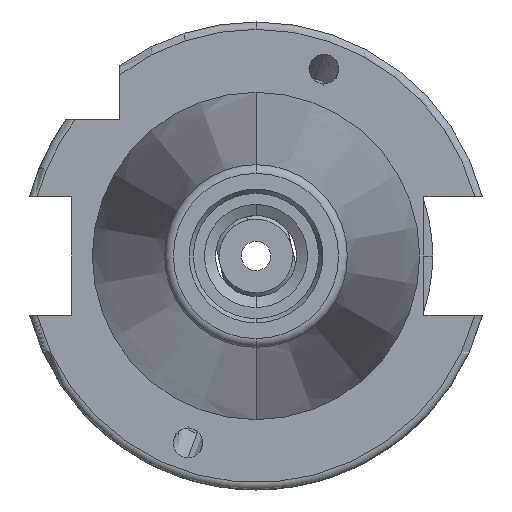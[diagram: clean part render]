
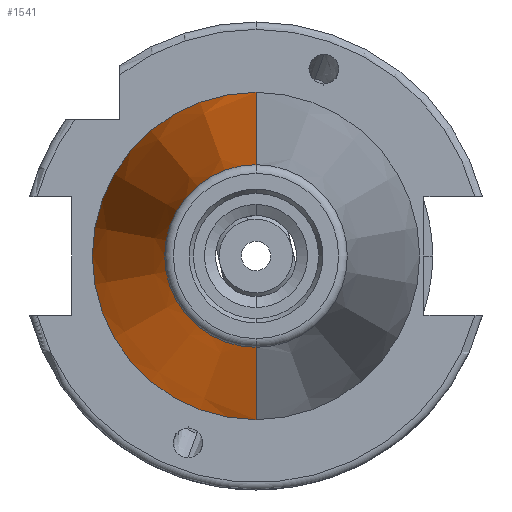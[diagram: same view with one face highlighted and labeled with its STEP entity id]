
A CAD part, left-side view. The second image highlights one B-rep face of the part: STEP entity #1541.
In plain terms, the highlighted conical face has half-angle 8.297 degrees and reference radius 22.225 mm.
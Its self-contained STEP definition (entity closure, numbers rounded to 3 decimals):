
#128 = DIRECTION ( 'NONE',  ( 1., 0., 0. ) ) ;
#544 = CARTESIAN_POINT ( 'NONE',  ( 0., 22.225, 0. ) ) ;
#547 = VERTEX_POINT ( 'NONE', #4623 ) ;
#741 = CARTESIAN_POINT ( 'NONE',  ( -67.373, -12.4, 0. ) ) ;
#1010 = ORIENTED_EDGE ( 'NONE', *, *, #3044, .F. ) ;
#1195 = DIRECTION ( 'NONE',  ( 0., 1., 0. ) ) ;
#1197 = VERTEX_POINT ( 'NONE', #741 ) ;
#1541 = ADVANCED_FACE ( 'NONE', ( #1589 ), #6665, .T. ) ;
#1589 = FACE_OUTER_BOUND ( 'NONE', #6141, .T. ) ;
#2118 = ORIENTED_EDGE ( 'NONE', *, *, #2869, .T. ) ;
#2516 = AXIS2_PLACEMENT_3D ( 'NONE', #7620, #7597, #7595 ) ;
#2531 = EDGE_CURVE ( 'NONE', #7675, #8334, #7885, .T. ) ;
#2690 = EDGE_CURVE ( 'NONE', #1197, #547, #8593, .T. ) ;
#2770 = ORIENTED_EDGE ( 'NONE', *, *, #2690, .F. ) ;
#2869 = EDGE_CURVE ( 'NONE', #1197, #7675, #3890, .T. ) ;
#3044 = EDGE_CURVE ( 'NONE', #547, #8334, #8484, .T. ) ;
#3344 = CARTESIAN_POINT ( 'NONE',  ( 0., -22.225, 0. ) ) ;
#3890 = LINE ( 'NONE', #6998, #5539 ) ;
#4072 = AXIS2_PLACEMENT_3D ( 'NONE', #8664, #8643, #8636 ) ;
#4623 = CARTESIAN_POINT ( 'NONE',  ( -67.373, 12.4, 0. ) ) ;
#4722 = CARTESIAN_POINT ( 'NONE',  ( 0., 0., 0. ) ) ;
#5122 = AXIS2_PLACEMENT_3D ( 'NONE', #4722, #128, #1195 ) ;
#5416 = ORIENTED_EDGE ( 'NONE', *, *, #2531, .T. ) ;
#5539 = VECTOR ( 'NONE', #6939, 1000. ) ;
#5856 = CARTESIAN_POINT ( 'NONE',  ( 0., 22.225, 0. ) ) ;
#5950 = DIRECTION ( 'NONE',  ( 0.99, 0.144, 0. ) ) ;
#6141 = EDGE_LOOP ( 'NONE', ( #2770, #2118, #5416, #1010 ) ) ;
#6270 = VECTOR ( 'NONE', #5950, 1000. ) ;
#6665 = CONICAL_SURFACE ( 'NONE', #5122, 22.225, 0.145 ) ;
#6939 = DIRECTION ( 'NONE',  ( 0.99, -0.144, 0. ) ) ;
#6998 = CARTESIAN_POINT ( 'NONE',  ( 0., -22.225, 0. ) ) ;
#7595 = DIRECTION ( 'NONE',  ( 0., -1., 0. ) ) ;
#7597 = DIRECTION ( 'NONE',  ( -1., 0., 0. ) ) ;
#7620 = CARTESIAN_POINT ( 'NONE',  ( -67.373, 0., 0. ) ) ;
#7675 = VERTEX_POINT ( 'NONE', #3344 ) ;
#7885 = CIRCLE ( 'NONE', #4072, 22.225 ) ;
#8334 = VERTEX_POINT ( 'NONE', #544 ) ;
#8484 = LINE ( 'NONE', #5856, #6270 ) ;
#8593 = CIRCLE ( 'NONE', #2516, 12.4 ) ;
#8636 = DIRECTION ( 'NONE',  ( 0., -1., 0. ) ) ;
#8643 = DIRECTION ( 'NONE',  ( -1., 0., 0. ) ) ;
#8664 = CARTESIAN_POINT ( 'NONE',  ( 0., 0., 0. ) ) ;
